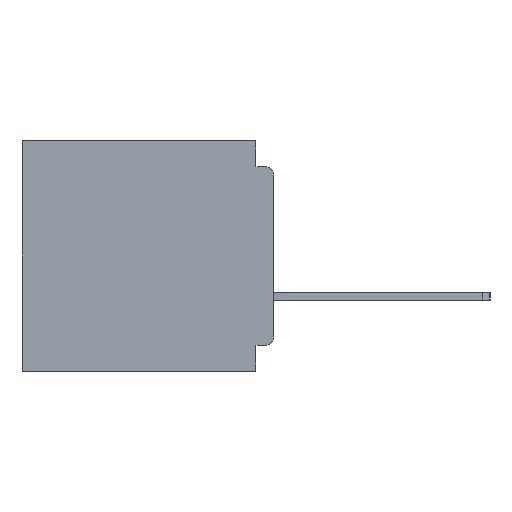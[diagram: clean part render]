
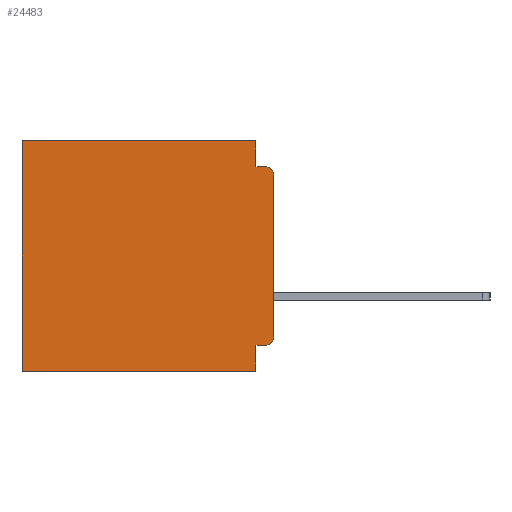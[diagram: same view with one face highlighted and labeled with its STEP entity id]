
A CAD part, left-side view. The second image highlights one B-rep face of the part: STEP entity #24483.
In plain terms, the highlighted planar face has unit normal (-1, 0, 0).
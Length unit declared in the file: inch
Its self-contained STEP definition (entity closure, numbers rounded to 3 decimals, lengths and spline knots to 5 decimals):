
#66 = VECTOR ( 'NONE', #24949, 39.37008 ) ;
#632 = LINE ( 'NONE', #34111, #49417 ) ;
#2386 = EDGE_LOOP ( 'NONE', ( #30862, #43504, #49896, #7654, #19762, #27920, #18979, #30122, #9451, #3460 ) ) ;
#3254 = VECTOR ( 'NONE', #35598, 39.37008 ) ;
#3460 = ORIENTED_EDGE ( 'NONE', *, *, #23326, .T. ) ;
#4335 = EDGE_CURVE ( 'NONE', #51163, #5484, #13514, .T. ) ;
#4360 = CARTESIAN_POINT ( 'NONE',  ( 0.3, 0., -0.4 ) ) ;
#5484 = VERTEX_POINT ( 'NONE', #54730 ) ;
#6532 = LINE ( 'NONE', #29974, #50980 ) ;
#6726 = LINE ( 'NONE', #12761, #30515 ) ;
#6981 = CARTESIAN_POINT ( 'NONE',  ( 0.3, 0.015, -0.34 ) ) ;
#7297 = LINE ( 'NONE', #12790, #28327 ) ;
#7654 = ORIENTED_EDGE ( 'NONE', *, *, #4335, .F. ) ;
#9451 = ORIENTED_EDGE ( 'NONE', *, *, #35260, .F. ) ;
#11224 = CARTESIAN_POINT ( 'NONE',  ( 0.3, 0.031, 0. ) ) ;
#11519 = DIRECTION ( 'NONE',  ( 0., 0., -1. ) ) ;
#11727 = DIRECTION ( 'NONE',  ( -1., 0., 0. ) ) ;
#11879 = CIRCLE ( 'NONE', #27661, 0.015 ) ;
#12228 = DIRECTION ( 'NONE',  ( 0., 0., -1. ) ) ;
#12714 = DIRECTION ( 'NONE',  ( 0., 1., 0. ) ) ;
#12761 = CARTESIAN_POINT ( 'NONE',  ( 0.3, 0.437, -0.4 ) ) ;
#12790 = CARTESIAN_POINT ( 'NONE',  ( 0.3, 0., 0. ) ) ;
#12893 = CARTESIAN_POINT ( 'NONE',  ( 0.3, 0.031, -0.355 ) ) ;
#13514 = LINE ( 'NONE', #25408, #66 ) ;
#17239 = EDGE_CURVE ( 'NONE', #22412, #53320, #17880, .T. ) ;
#17381 = FACE_OUTER_BOUND ( 'NONE', #2386, .T. ) ;
#17880 = LINE ( 'NONE', #50888, #50370 ) ;
#17979 = DIRECTION ( 'NONE',  ( 0., 0., -1. ) ) ;
#18979 = ORIENTED_EDGE ( 'NONE', *, *, #49442, .F. ) ;
#19762 = ORIENTED_EDGE ( 'NONE', *, *, #46353, .T. ) ;
#20877 = DIRECTION ( 'NONE',  ( 0., 1., 0. ) ) ;
#21296 = VECTOR ( 'NONE', #12714, 39.37008 ) ;
#22412 = VERTEX_POINT ( 'NONE', #48875 ) ;
#23326 = EDGE_CURVE ( 'NONE', #32842, #53320, #11879, .T. ) ;
#24483 = ADVANCED_FACE ( 'NONE', ( #17381 ), #31181, .F. ) ;
#24949 = DIRECTION ( 'NONE',  ( 0., 0., -1. ) ) ;
#25408 = CARTESIAN_POINT ( 'NONE',  ( 0.3, 0.031, 0. ) ) ;
#25566 = EDGE_CURVE ( 'NONE', #29323, #44164, #6726, .T. ) ;
#25668 = CIRCLE ( 'NONE', #54111, 0.015 ) ;
#27661 = AXIS2_PLACEMENT_3D ( 'NONE', #6981, #38198, #11519 ) ;
#27920 = ORIENTED_EDGE ( 'NONE', *, *, #25566, .T. ) ;
#28327 = VECTOR ( 'NONE', #48276, 39.37008 ) ;
#29208 = CARTESIAN_POINT ( 'NONE',  ( 0.3, 0.437, -0.4 ) ) ;
#29323 = VERTEX_POINT ( 'NONE', #44025 ) ;
#29974 = CARTESIAN_POINT ( 'NONE',  ( 0.3, 0.031, -0.4 ) ) ;
#30122 = ORIENTED_EDGE ( 'NONE', *, *, #53549, .F. ) ;
#30437 = CARTESIAN_POINT ( 'NONE',  ( 0.3, 0., -0.355 ) ) ;
#30515 = VECTOR ( 'NONE', #43869, 39.37008 ) ;
#30702 = CARTESIAN_POINT ( 'NONE',  ( 0.3, 0.015, -0.355 ) ) ;
#30862 = ORIENTED_EDGE ( 'NONE', *, *, #17239, .F. ) ;
#31181 = PLANE ( 'NONE',  #47706 ) ;
#32075 = EDGE_CURVE ( 'NONE', #5484, #54596, #37535, .T. ) ;
#32842 = VERTEX_POINT ( 'NONE', #30702 ) ;
#33306 = EDGE_CURVE ( 'NONE', #22412, #54596, #25668, .T. ) ;
#34111 = CARTESIAN_POINT ( 'NONE',  ( 0.3, 0., -0.4 ) ) ;
#35260 = EDGE_CURVE ( 'NONE', #32842, #54693, #56427, .T. ) ;
#35598 = DIRECTION ( 'NONE',  ( 0., -1., 0. ) ) ;
#37535 = LINE ( 'NONE', #57409, #3254 ) ;
#37670 = DIRECTION ( 'NONE',  ( 0., 0., -1. ) ) ;
#38198 = DIRECTION ( 'NONE',  ( -1., 0., 0. ) ) ;
#38387 = CARTESIAN_POINT ( 'NONE',  ( 0.3, 0.015, -0.06 ) ) ;
#38774 = CARTESIAN_POINT ( 'NONE',  ( 0.3, 0.015, -0.045 ) ) ;
#42847 = DIRECTION ( 'NONE',  ( 0., 0., -1. ) ) ;
#43369 = CARTESIAN_POINT ( 'NONE',  ( 0.3, 0.031, -0.4 ) ) ;
#43504 = ORIENTED_EDGE ( 'NONE', *, *, #33306, .T. ) ;
#43869 = DIRECTION ( 'NONE',  ( 0., 0., -1. ) ) ;
#44025 = CARTESIAN_POINT ( 'NONE',  ( 0.3, 0.437, 0. ) ) ;
#44164 = VERTEX_POINT ( 'NONE', #29208 ) ;
#44552 = DIRECTION ( 'NONE',  ( 1., 0., 0. ) ) ;
#46353 = EDGE_CURVE ( 'NONE', #51163, #29323, #7297, .T. ) ;
#47706 = AXIS2_PLACEMENT_3D ( 'NONE', #4360, #44552, #17979 ) ;
#48276 = DIRECTION ( 'NONE',  ( 0., 1., 0. ) ) ;
#48875 = CARTESIAN_POINT ( 'NONE',  ( 0.3, 0., -0.06 ) ) ;
#49417 = VECTOR ( 'NONE', #20877, 39.37008 ) ;
#49442 = EDGE_CURVE ( 'NONE', #55594, #44164, #632, .T. ) ;
#49896 = ORIENTED_EDGE ( 'NONE', *, *, #32075, .F. ) ;
#50370 = VECTOR ( 'NONE', #37670, 39.37008 ) ;
#50888 = CARTESIAN_POINT ( 'NONE',  ( 0.3, 0., -0.4 ) ) ;
#50980 = VECTOR ( 'NONE', #12228, 39.37008 ) ;
#51163 = VERTEX_POINT ( 'NONE', #11224 ) ;
#53320 = VERTEX_POINT ( 'NONE', #54741 ) ;
#53549 = EDGE_CURVE ( 'NONE', #54693, #55594, #6532, .T. ) ;
#54111 = AXIS2_PLACEMENT_3D ( 'NONE', #38387, #11727, #42847 ) ;
#54596 = VERTEX_POINT ( 'NONE', #38774 ) ;
#54693 = VERTEX_POINT ( 'NONE', #12893 ) ;
#54730 = CARTESIAN_POINT ( 'NONE',  ( 0.3, 0.031, -0.045 ) ) ;
#54741 = CARTESIAN_POINT ( 'NONE',  ( 0.3, 0., -0.34 ) ) ;
#55594 = VERTEX_POINT ( 'NONE', #43369 ) ;
#56427 = LINE ( 'NONE', #30437, #21296 ) ;
#57409 = CARTESIAN_POINT ( 'NONE',  ( 0.3, 0., -0.045 ) ) ;
